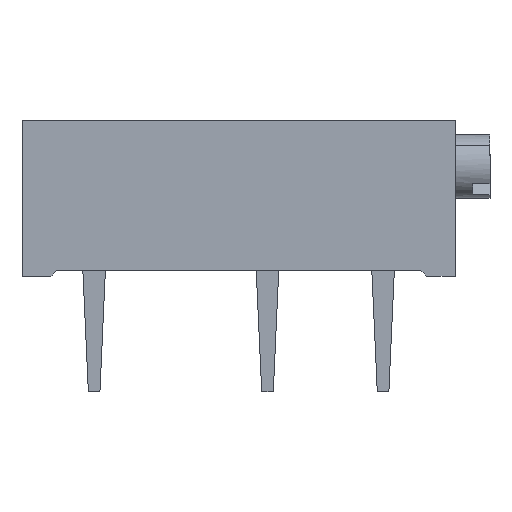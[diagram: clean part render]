
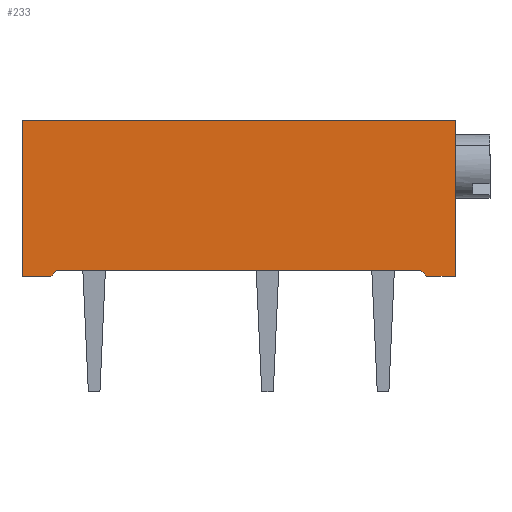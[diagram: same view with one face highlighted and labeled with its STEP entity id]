
A CAD part, left-side view. The second image highlights one B-rep face of the part: STEP entity #233.
In plain terms, the highlighted planar face has unit normal (-1, 0, 0).
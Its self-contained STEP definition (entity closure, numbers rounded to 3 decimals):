
#88=CARTESIAN_POINT('',(-2.415,8.005,0.25));
#89=VERTEX_POINT('',#88);
#90=CARTESIAN_POINT('',(-2.415,-8.005,0.25));
#91=VERTEX_POINT('',#90);
#92=CARTESIAN_POINT('',(-2.415,8.005,0.25));
#93=DIRECTION('',(0.0,-1.0,0.0));
#94=VECTOR('',#93,16.01);
#95=LINE('',#92,#94);
#96=EDGE_CURVE('',#89,#91,#95,.T.);
#128=CARTESIAN_POINT('',(-2.415,-8.255,0.0));
#129=VERTEX_POINT('',#128);
#130=CARTESIAN_POINT('',(-2.415,-8.005,0.25));
#131=DIRECTION('',(0.,-0.707,-0.707));
#132=VECTOR('',#131,0.354);
#133=LINE('',#130,#132);
#134=EDGE_CURVE('',#91,#129,#133,.T.);
#159=CARTESIAN_POINT('',(-2.415,8.255,0.0));
#160=VERTEX_POINT('',#159);
#161=CARTESIAN_POINT('',(-2.415,8.255,0.0));
#162=DIRECTION('',(0.,-0.707,0.707));
#163=VECTOR('',#162,0.354);
#164=LINE('',#161,#163);
#165=EDGE_CURVE('',#160,#89,#164,.T.);
#185=CARTESIAN_POINT('',(-2.415,-9.525,0.0));
#186=DIRECTION('',(-1.0,0.0,0.0));
#187=DIRECTION('',(0.0,0.0,1.0));
#188=AXIS2_PLACEMENT_3D('',#185,#186,#187);
#189=PLANE('',#188);
#190=ORIENTED_EDGE('',*,*,#165,.T.);
#191=ORIENTED_EDGE('',*,*,#96,.T.);
#192=ORIENTED_EDGE('',*,*,#134,.T.);
#193=CARTESIAN_POINT('',(-2.415,-9.525,0.0));
#194=VERTEX_POINT('',#193);
#195=CARTESIAN_POINT('',(-2.415,-9.525,0.0));
#196=DIRECTION('',(0.0,1.0,0.0));
#197=VECTOR('',#196,1.27);
#198=LINE('',#195,#197);
#199=EDGE_CURVE('',#194,#129,#198,.T.);
#200=ORIENTED_EDGE('',*,*,#199,.F.);
#201=CARTESIAN_POINT('',(-2.415,-9.525,6.86));
#202=VERTEX_POINT('',#201);
#203=CARTESIAN_POINT('',(-2.415,-9.525,0.0));
#204=DIRECTION('',(0.0,0.0,1.0));
#205=VECTOR('',#204,6.86);
#206=LINE('',#203,#205);
#207=EDGE_CURVE('',#194,#202,#206,.T.);
#208=ORIENTED_EDGE('',*,*,#207,.T.);
#209=CARTESIAN_POINT('',(-2.415,9.525,6.86));
#210=VERTEX_POINT('',#209);
#211=CARTESIAN_POINT('',(-2.415,-9.525,6.86));
#212=DIRECTION('',(0.0,1.0,0.0));
#213=VECTOR('',#212,19.05);
#214=LINE('',#211,#213);
#215=EDGE_CURVE('',#202,#210,#214,.T.);
#216=ORIENTED_EDGE('',*,*,#215,.T.);
#217=CARTESIAN_POINT('',(-2.415,9.525,0.0));
#218=VERTEX_POINT('',#217);
#219=CARTESIAN_POINT('',(-2.415,9.525,0.0));
#220=DIRECTION('',(0.0,0.0,1.0));
#221=VECTOR('',#220,6.86);
#222=LINE('',#219,#221);
#223=EDGE_CURVE('',#218,#210,#222,.T.);
#224=ORIENTED_EDGE('',*,*,#223,.F.);
#225=CARTESIAN_POINT('',(-2.415,8.255,0.0));
#226=DIRECTION('',(0.0,1.0,0.0));
#227=VECTOR('',#226,1.27);
#228=LINE('',#225,#227);
#229=EDGE_CURVE('',#160,#218,#228,.T.);
#230=ORIENTED_EDGE('',*,*,#229,.F.);
#231=EDGE_LOOP('',(#190,#191,#192,#200,#208,#216,#224,#230));
#232=FACE_OUTER_BOUND('',#231,.T.);
#233=ADVANCED_FACE('',(#232),#189,.T.);
